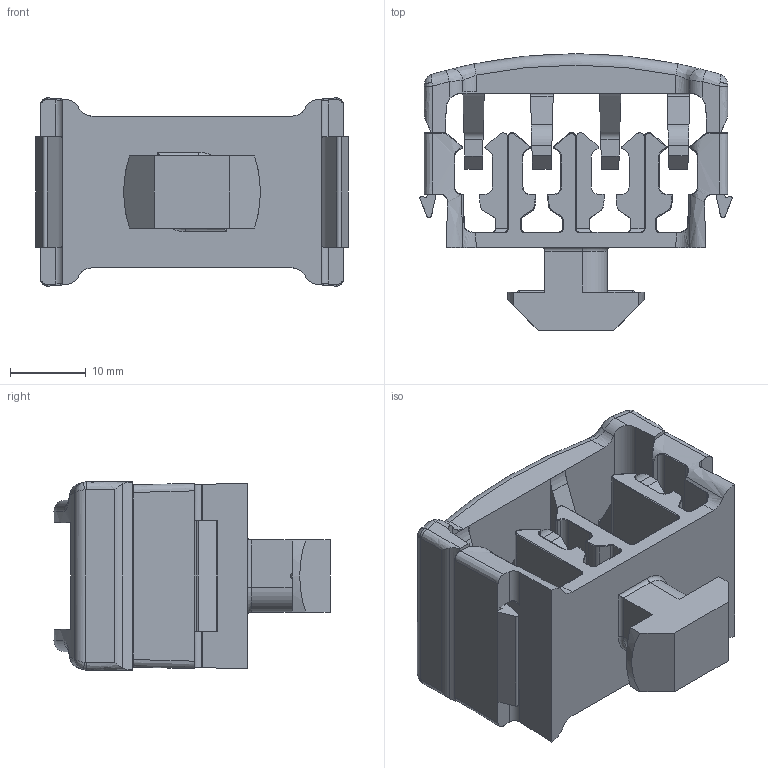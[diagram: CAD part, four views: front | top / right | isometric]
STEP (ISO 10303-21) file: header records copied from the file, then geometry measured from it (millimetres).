
FILE_DESCRIPTION (( 'STEP AP203' ), '1' );
FILE_NAME ('093610AN10.STEP', '2012-09-13T14:02:24', ( '' ), ( '' ), 'SwSTEP 2.0', 'SolidWorks 2012', '' );
FILE_SCHEMA (( 'CONFIG_CONTROL_DESIGN' ));
Length unit declared in the file: millimetre
Products named in the file (3): 093610AN10; 093600A_als Deckel; 093601N08_093 610 AN 10
Assembly tree (2 placements, depth 2):
  093610AN10
    093601N08_093 610 AN 10
    093600A_als Deckel
Bounding box: 41.19 x 36.41 x 24.82 mm (x, y, z)
Volume: 10139.8 mm3; surface area: 10137.6 mm2
Topology: 2 solids, 2 shells, 558 faces, 1443 edges, 877 vertices
Faces by surface type: cylinder 220, plane 155, bspline 117, torus 64, sphere 2
Entity records: 21540 total; most frequent: CARTESIAN_POINT 8725, ORIENTED_EDGE 2854, DIRECTION 2381, EDGE_CURVE 1427, VERTEX_POINT 875, AXIS2_PLACEMENT_3D 869, LINE 643, VECTOR 643
